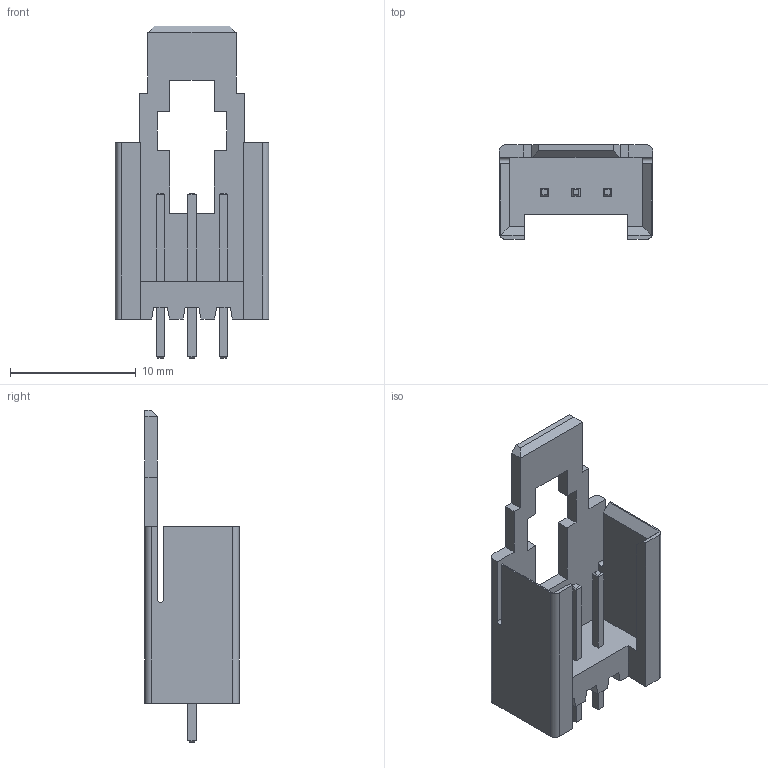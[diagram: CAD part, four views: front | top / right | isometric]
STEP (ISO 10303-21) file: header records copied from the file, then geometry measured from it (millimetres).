
FILE_DESCRIPTION(/* description */ (''),/* implementation_level */ '2;1');
FILE_NAME(/* name */ 'Stocko_MKS_1853-6-0-303_1x3_P2.50mm_Vertical.step',/* time_stamp */ '2023-01-05T10:33:58+01:00',/* author */ (''),/* organization */ (''),/* preprocessor_version */ 'ST-DEVELOPER v19.2',/* originating_system */ 'Autodesk Translation Framework v11.17.0.187',/* authorisation */ '');
FILE_SCHEMA (('AUTOMOTIVE_DESIGN { 1 0 10303 214 3 1 1 }'));
Length unit declared in the file: millimetre
Products named in the file (1): Stocko_MKS_1853-6-0-303_1x3_P2.50mm_Vertical
Bounding box: 12.2 x 7.5 x 26.4 mm (x, y, z)
Volume: 510.4 mm3; surface area: 1102.7 mm2
Topology: 1 solids, 1 shells, 119 faces, 305 edges, 194 vertices
Faces by surface type: plane 113, cylinder 6
Entity records: 3651 total; most frequent: CARTESIAN_POINT 619, ORIENTED_EDGE 610, DIRECTION 557, EDGE_CURVE 305, LINE 293, VECTOR 293, VERTEX_POINT 194, AXIS2_PLACEMENT_3D 132
